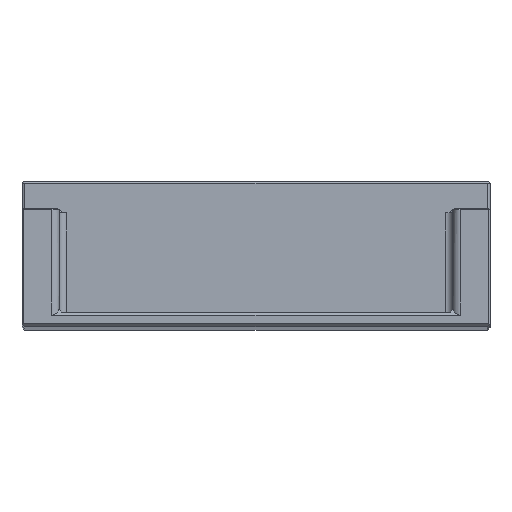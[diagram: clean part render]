
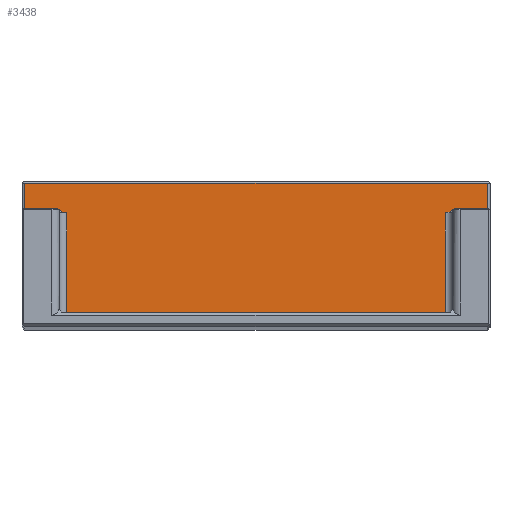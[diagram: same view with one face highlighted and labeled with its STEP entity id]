
A CAD part, top view. The second image highlights one B-rep face of the part: STEP entity #3438.
In plain terms, the highlighted planar face has unit normal (0, 0, 1).
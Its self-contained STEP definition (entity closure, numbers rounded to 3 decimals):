
#33=(
BOUNDED_CURVE()
B_SPLINE_CURVE(2,(#5290,#5291,#5292),.UNSPECIFIED.,.F.,.F.)
B_SPLINE_CURVE_WITH_KNOTS((3,3),(0.136,0.186),
 .UNSPECIFIED.)
CURVE()
GEOMETRIC_REPRESENTATION_ITEM()
RATIONAL_B_SPLINE_CURVE((1.616,1.7,1.762))
REPRESENTATION_ITEM('')
);
#34=(
BOUNDED_CURVE()
B_SPLINE_CURVE(2,(#5294,#5295,#5296),.UNSPECIFIED.,.F.,.F.)
B_SPLINE_CURVE_WITH_KNOTS((3,3),(0.,0.07),.UNSPECIFIED.)
CURVE()
GEOMETRIC_REPRESENTATION_ITEM()
RATIONAL_B_SPLINE_CURVE((1.,1.049,1.))
REPRESENTATION_ITEM('')
);
#35=(
BOUNDED_CURVE()
B_SPLINE_CURVE(2,(#5304,#5305,#5306),.UNSPECIFIED.,.F.,.F.)
B_SPLINE_CURVE_WITH_KNOTS((3,3),(0.07,0.14),
 .UNSPECIFIED.)
CURVE()
GEOMETRIC_REPRESENTATION_ITEM()
RATIONAL_B_SPLINE_CURVE((1.,1.049,1.))
REPRESENTATION_ITEM('')
);
#36=(
BOUNDED_CURVE()
B_SPLINE_CURVE(2,(#5308,#5309,#5310),.UNSPECIFIED.,.F.,.F.)
B_SPLINE_CURVE_WITH_KNOTS((3,3),(0.471,0.522),
 .UNSPECIFIED.)
CURVE()
GEOMETRIC_REPRESENTATION_ITEM()
RATIONAL_B_SPLINE_CURVE((1.762,1.7,1.616))
REPRESENTATION_ITEM('')
);
#142=PLANE('',#3680);
#255=FACE_OUTER_BOUND('',#472,.T.);
#472=EDGE_LOOP('',(#2398,#2399,#2400,#2401,#2402,#2403,#2404,#2405,#2406,
#2407,#2408,#2409));
#846=LINE('',#5193,#1165);
#859=LINE('',#5228,#1178);
#871=LINE('',#5262,#1190);
#881=LINE('',#5288,#1200);
#882=LINE('',#5298,#1201);
#883=LINE('',#5300,#1202);
#884=LINE('',#5302,#1203);
#885=LINE('',#5311,#1204);
#1165=VECTOR('',#4067,10.);
#1178=VECTOR('',#4104,10.);
#1190=VECTOR('',#4134,10.);
#1200=VECTOR('',#4154,10.);
#1201=VECTOR('',#4155,10.);
#1202=VECTOR('',#4156,10.);
#1203=VECTOR('',#4157,10.);
#1204=VECTOR('',#4158,10.);
#1481=VERTEX_POINT('',#5181);
#1485=VERTEX_POINT('',#5191);
#1495=VERTEX_POINT('',#5226);
#1508=VERTEX_POINT('',#5261);
#1519=VERTEX_POINT('',#5287);
#1520=VERTEX_POINT('',#5289);
#1521=VERTEX_POINT('',#5293);
#1522=VERTEX_POINT('',#5297);
#1523=VERTEX_POINT('',#5299);
#1524=VERTEX_POINT('',#5301);
#1525=VERTEX_POINT('',#5303);
#1526=VERTEX_POINT('',#5307);
#1802=EDGE_CURVE('',#1485,#1481,#846,.T.);
#1820=EDGE_CURVE('',#1495,#1485,#859,.T.);
#1836=EDGE_CURVE('',#1481,#1508,#871,.T.);
#1849=EDGE_CURVE('',#1519,#1495,#881,.T.);
#1850=EDGE_CURVE('',#1519,#1520,#33,.T.);
#1851=EDGE_CURVE('',#1521,#1520,#34,.F.);
#1852=EDGE_CURVE('',#1522,#1521,#882,.T.);
#1853=EDGE_CURVE('',#1523,#1522,#883,.T.);
#1854=EDGE_CURVE('',#1524,#1523,#884,.T.);
#1855=EDGE_CURVE('',#1525,#1524,#35,.F.);
#1856=EDGE_CURVE('',#1525,#1526,#36,.T.);
#1857=EDGE_CURVE('',#1508,#1526,#885,.T.);
#2398=ORIENTED_EDGE('',*,*,#1802,.F.);
#2399=ORIENTED_EDGE('',*,*,#1820,.F.);
#2400=ORIENTED_EDGE('',*,*,#1849,.F.);
#2401=ORIENTED_EDGE('',*,*,#1850,.T.);
#2402=ORIENTED_EDGE('',*,*,#1851,.F.);
#2403=ORIENTED_EDGE('',*,*,#1852,.F.);
#2404=ORIENTED_EDGE('',*,*,#1853,.F.);
#2405=ORIENTED_EDGE('',*,*,#1854,.F.);
#2406=ORIENTED_EDGE('',*,*,#1855,.F.);
#2407=ORIENTED_EDGE('',*,*,#1856,.T.);
#2408=ORIENTED_EDGE('',*,*,#1857,.F.);
#2409=ORIENTED_EDGE('',*,*,#1836,.F.);
#3438=ADVANCED_FACE('',(#255),#142,.T.);
#3680=AXIS2_PLACEMENT_3D('',#5286,#4152,#4153);
#4067=DIRECTION('',(1.,0.,0.));
#4104=DIRECTION('',(0.,1.,0.));
#4134=DIRECTION('',(0.,-1.,0.));
#4152=DIRECTION('center_axis',(0.,0.,1.));
#4153=DIRECTION('ref_axis',(1.,0.,0.));
#4154=DIRECTION('',(-1.,0.,0.));
#4155=DIRECTION('',(0.,1.,0.));
#4156=DIRECTION('',(-1.,0.,0.));
#4157=DIRECTION('',(0.,-1.,0.));
#4158=DIRECTION('',(-1.,0.,0.));
#5181=CARTESIAN_POINT('',(31.1,19.8,-62.75));
#5191=CARTESIAN_POINT('',(-31.1,19.8,-62.75));
#5193=CARTESIAN_POINT('',(-15.75,19.8,-62.75));
#5226=CARTESIAN_POINT('',(-31.1,16.2,-62.75));
#5228=CARTESIAN_POINT('',(-31.1,1.,-62.75));
#5261=CARTESIAN_POINT('',(31.1,16.2,-62.75));
#5262=CARTESIAN_POINT('',(31.1,1.,-62.75));
#5286=CARTESIAN_POINT('Origin',(-31.5,2.,-62.75));
#5287=CARTESIAN_POINT('',(-26.48,16.2,-62.75));
#5288=CARTESIAN_POINT('',(-30.25,16.2,-62.75));
#5289=CARTESIAN_POINT('',(-26.163,16.,-62.75));
#5290=CARTESIAN_POINT('Ctrl Pts',(-26.48,16.2,-62.75));
#5291=CARTESIAN_POINT('Ctrl Pts',(-26.309,16.081,-62.75));
#5292=CARTESIAN_POINT('Ctrl Pts',(-26.163,16.,-62.75));
#5293=CARTESIAN_POINT('',(-25.5,15.8,-62.75));
#5294=CARTESIAN_POINT('Ctrl Pts',(-26.163,16.,-62.75));
#5295=CARTESIAN_POINT('Ctrl Pts',(-25.802,15.8,-62.75));
#5296=CARTESIAN_POINT('Ctrl Pts',(-25.5,15.8,-62.75));
#5297=CARTESIAN_POINT('',(-25.5,2.4,-62.75));
#5298=CARTESIAN_POINT('',(-25.5,2.,-62.75));
#5299=CARTESIAN_POINT('',(25.5,2.4,-62.75));
#5300=CARTESIAN_POINT('',(-15.75,2.4,-62.75));
#5301=CARTESIAN_POINT('',(25.5,15.8,-62.75));
#5302=CARTESIAN_POINT('',(25.5,2.,-62.75));
#5303=CARTESIAN_POINT('',(26.163,16.,-62.75));
#5304=CARTESIAN_POINT('Ctrl Pts',(25.5,15.8,-62.75));
#5305=CARTESIAN_POINT('Ctrl Pts',(25.802,15.8,-62.75));
#5306=CARTESIAN_POINT('Ctrl Pts',(26.163,16.,-62.75));
#5307=CARTESIAN_POINT('',(26.48,16.2,-62.75));
#5308=CARTESIAN_POINT('Ctrl Pts',(26.163,16.,-62.75));
#5309=CARTESIAN_POINT('Ctrl Pts',(26.309,16.081,-62.75));
#5310=CARTESIAN_POINT('Ctrl Pts',(26.48,16.2,-62.75));
#5311=CARTESIAN_POINT('',(-1.25,16.2,-62.75));
